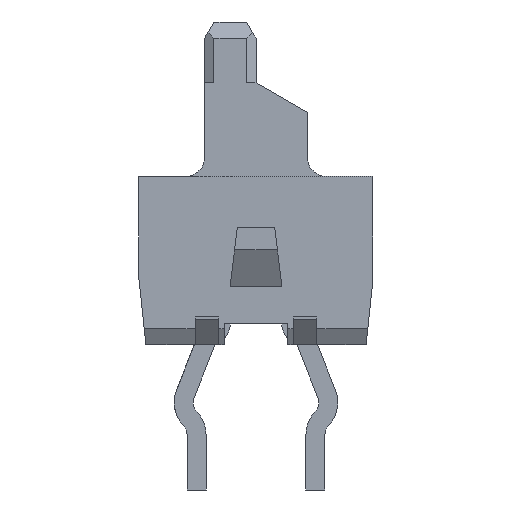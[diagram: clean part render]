
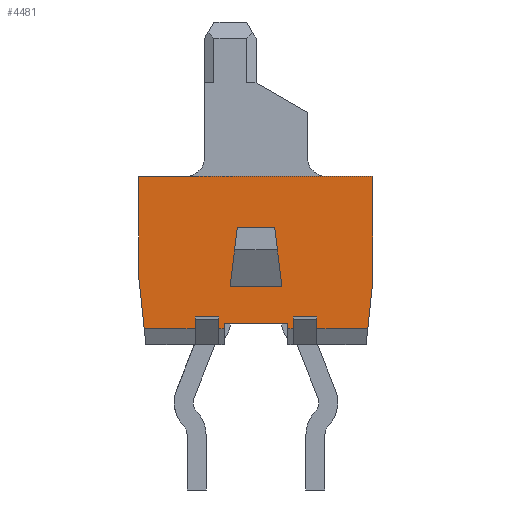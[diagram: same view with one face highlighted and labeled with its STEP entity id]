
A CAD part, left-side view. The second image highlights one B-rep face of the part: STEP entity #4481.
In plain terms, the highlighted planar face has unit normal (-1, 0, 0).
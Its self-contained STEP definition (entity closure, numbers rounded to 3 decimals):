
#134=DIRECTION('',(0.,1.,0.));
#135=VECTOR('',#134,0.8);
#136=CARTESIAN_POINT('',(-7.39,-0.4,-1.1));
#137=LINE('',#136,#135);
#138=DIRECTION('',(0.,0.122,-0.993));
#139=VECTOR('',#138,1.259);
#140=CARTESIAN_POINT('',(-7.39,0.4,-1.1));
#141=LINE('',#140,#139);
#142=DIRECTION('',(0.,-1.,0.));
#143=VECTOR('',#142,1.107);
#144=CARTESIAN_POINT('',(-7.39,0.553,-2.35));
#145=LINE('',#144,#143);
#146=DIRECTION('',(0.,0.122,0.993));
#147=VECTOR('',#146,1.259);
#148=CARTESIAN_POINT('',(-7.39,-0.553,-2.35));
#149=LINE('',#148,#147);
#150=DIRECTION('',(0.,-1.,0.));
#151=VECTOR('',#150,1.089);
#152=CARTESIAN_POINT('',(-7.39,2.389,-3.254));
#153=LINE('',#152,#151);
#154=DIRECTION('',(0.,0.105,0.995));
#155=VECTOR('',#154,1.059);
#156=CARTESIAN_POINT('',(-7.39,2.389,-3.254));
#157=LINE('',#156,#155);
#158=DIRECTION('',(0.,0.,1.));
#159=VECTOR('',#158,2.2);
#160=CARTESIAN_POINT('',(-7.39,2.5,-2.2));
#161=LINE('',#160,#159);
#162=DIRECTION('',(0.,-1.,0.));
#163=VECTOR('',#162,5.);
#164=CARTESIAN_POINT('',(-7.39,2.5,0.));
#165=LINE('',#164,#163);
#166=DIRECTION('',(0.,0.,-1.));
#167=VECTOR('',#166,2.2);
#168=CARTESIAN_POINT('',(-7.39,-2.5,0.));
#169=LINE('',#168,#167);
#170=DIRECTION('',(0.,0.105,-0.995));
#171=VECTOR('',#170,1.059);
#172=CARTESIAN_POINT('',(-7.39,-2.5,-2.2));
#173=LINE('',#172,#171);
#174=DIRECTION('',(0.,-1.,0.));
#175=VECTOR('',#174,1.089);
#176=CARTESIAN_POINT('',(-7.39,-1.3,-3.254));
#177=LINE('',#176,#175);
#178=DIRECTION('',(0.,0.,1.));
#179=VECTOR('',#178,0.254);
#180=CARTESIAN_POINT('',(-7.39,-1.3,-3.254));
#181=LINE('',#180,#179);
#182=DIRECTION('',(0.,-1.,0.));
#183=VECTOR('',#182,0.5);
#184=CARTESIAN_POINT('',(-7.39,-0.8,-3.));
#185=LINE('',#184,#183);
#186=DIRECTION('',(0.,0.,1.));
#187=VECTOR('',#186,0.254);
#188=CARTESIAN_POINT('',(-7.39,-0.8,-3.254));
#189=LINE('',#188,#187);
#190=DIRECTION('',(0.,-1.,0.));
#191=VECTOR('',#190,0.125);
#192=CARTESIAN_POINT('',(-7.39,-0.675,-3.254));
#193=LINE('',#192,#191);
#194=DIRECTION('',(0.,0.,1.));
#195=VECTOR('',#194,0.104);
#196=CARTESIAN_POINT('',(-7.39,-0.675,-3.254));
#197=LINE('',#196,#195);
#198=DIRECTION('',(0.,1.,0.));
#199=VECTOR('',#198,1.35);
#200=CARTESIAN_POINT('',(-7.39,-0.675,-3.15));
#201=LINE('',#200,#199);
#202=DIRECTION('',(0.,0.,-1.));
#203=VECTOR('',#202,0.104);
#204=CARTESIAN_POINT('',(-7.39,0.675,-3.15));
#205=LINE('',#204,#203);
#206=DIRECTION('',(0.,-1.,0.));
#207=VECTOR('',#206,0.125);
#208=CARTESIAN_POINT('',(-7.39,0.8,-3.254));
#209=LINE('',#208,#207);
#210=DIRECTION('',(0.,0.,1.));
#211=VECTOR('',#210,0.254);
#212=CARTESIAN_POINT('',(-7.39,0.8,-3.254));
#213=LINE('',#212,#211);
#214=DIRECTION('',(0.,-1.,0.));
#215=VECTOR('',#214,0.5);
#216=CARTESIAN_POINT('',(-7.39,1.3,-3.));
#217=LINE('',#216,#215);
#218=DIRECTION('',(0.,0.,1.));
#219=VECTOR('',#218,0.254);
#220=CARTESIAN_POINT('',(-7.39,1.3,-3.254));
#221=LINE('',#220,#219);
#3394=CARTESIAN_POINT('',(-7.39,2.5,0.));
#3395=CARTESIAN_POINT('',(-7.39,-2.5,0.));
#3396=VERTEX_POINT('',#3394);
#3397=VERTEX_POINT('',#3395);
#3398=CARTESIAN_POINT('',(-7.39,-2.5,-2.2));
#3399=VERTEX_POINT('',#3398);
#3400=CARTESIAN_POINT('',(-7.39,-0.675,-3.15));
#3401=CARTESIAN_POINT('',(-7.39,0.675,-3.15));
#3402=VERTEX_POINT('',#3400);
#3403=VERTEX_POINT('',#3401);
#3404=CARTESIAN_POINT('',(-7.39,2.5,-2.2));
#3405=VERTEX_POINT('',#3404);
#3512=CARTESIAN_POINT('',(-7.39,-0.4,-1.1));
#3513=CARTESIAN_POINT('',(-7.39,0.4,-1.1));
#3514=VERTEX_POINT('',#3512);
#3515=VERTEX_POINT('',#3513);
#3516=CARTESIAN_POINT('',(-7.39,0.553,-2.35));
#3517=CARTESIAN_POINT('',(-7.39,-0.553,-2.35));
#3518=VERTEX_POINT('',#3516);
#3519=VERTEX_POINT('',#3517);
#3536=CARTESIAN_POINT('',(-7.39,1.3,-3.));
#3537=CARTESIAN_POINT('',(-7.39,0.8,-3.));
#3538=VERTEX_POINT('',#3536);
#3539=VERTEX_POINT('',#3537);
#3540=CARTESIAN_POINT('',(-7.39,-0.8,-3.));
#3541=CARTESIAN_POINT('',(-7.39,-1.3,-3.));
#3542=VERTEX_POINT('',#3540);
#3543=VERTEX_POINT('',#3541);
#3724=CARTESIAN_POINT('',(-7.39,2.389,-3.254));
#3725=VERTEX_POINT('',#3724);
#3726=CARTESIAN_POINT('',(-7.39,1.3,-3.254));
#3727=VERTEX_POINT('',#3726);
#3730=CARTESIAN_POINT('',(-7.39,0.675,-3.254));
#3732=VERTEX_POINT('',#3730);
#3736=CARTESIAN_POINT('',(-7.39,0.8,-3.254));
#3737=VERTEX_POINT('',#3736);
#3744=CARTESIAN_POINT('',(-7.39,-0.675,-3.254));
#3745=VERTEX_POINT('',#3744);
#3746=CARTESIAN_POINT('',(-7.39,-0.8,-3.254));
#3747=VERTEX_POINT('',#3746);
#3750=CARTESIAN_POINT('',(-7.39,-2.389,-3.254));
#3752=VERTEX_POINT('',#3750);
#3756=CARTESIAN_POINT('',(-7.39,-1.3,-3.254));
#3757=VERTEX_POINT('',#3756);
#4428=CARTESIAN_POINT('',(-7.39,0.,0.));
#4429=DIRECTION('',(1.,0.,0.));
#4430=DIRECTION('',(0.,0.,-1.));
#4431=AXIS2_PLACEMENT_3D('',#4428,#4429,#4430);
#4432=PLANE('',#4431);
#4434=ORIENTED_EDGE('',*,*,#4433,.F.);
#4436=ORIENTED_EDGE('',*,*,#4435,.T.);
#4438=ORIENTED_EDGE('',*,*,#4437,.T.);
#4440=ORIENTED_EDGE('',*,*,#4439,.T.);
#4442=ORIENTED_EDGE('',*,*,#4441,.T.);
#4444=ORIENTED_EDGE('',*,*,#4443,.T.);
#4446=ORIENTED_EDGE('',*,*,#4445,.F.);
#4448=ORIENTED_EDGE('',*,*,#4447,.T.);
#4450=ORIENTED_EDGE('',*,*,#4449,.F.);
#4452=ORIENTED_EDGE('',*,*,#4451,.F.);
#4454=ORIENTED_EDGE('',*,*,#4453,.F.);
#4456=ORIENTED_EDGE('',*,*,#4455,.T.);
#4458=ORIENTED_EDGE('',*,*,#4457,.T.);
#4460=ORIENTED_EDGE('',*,*,#4459,.T.);
#4462=ORIENTED_EDGE('',*,*,#4461,.F.);
#4464=ORIENTED_EDGE('',*,*,#4463,.T.);
#4466=ORIENTED_EDGE('',*,*,#4465,.F.);
#4468=ORIENTED_EDGE('',*,*,#4467,.F.);
#4469=EDGE_LOOP('',(#4434,#4436,#4438,#4440,#4442,#4444,#4446,#4448,#4450,#4452,
#4454,#4456,#4458,#4460,#4462,#4464,#4466,#4468));
#4470=FACE_OUTER_BOUND('',#4469,.F.);
#4472=ORIENTED_EDGE('',*,*,#4471,.T.);
#4474=ORIENTED_EDGE('',*,*,#4473,.T.);
#4476=ORIENTED_EDGE('',*,*,#4475,.T.);
#4478=ORIENTED_EDGE('',*,*,#4477,.T.);
#4479=EDGE_LOOP('',(#4472,#4474,#4476,#4478));
#4480=FACE_BOUND('',#4479,.F.);
#4433=EDGE_CURVE('',#3725,#3727,#153,.T.);
#4435=EDGE_CURVE('',#3725,#3405,#157,.T.);
#4437=EDGE_CURVE('',#3405,#3396,#161,.T.);
#4439=EDGE_CURVE('',#3396,#3397,#165,.T.);
#4441=EDGE_CURVE('',#3397,#3399,#169,.T.);
#4443=EDGE_CURVE('',#3399,#3752,#173,.T.);
#4445=EDGE_CURVE('',#3757,#3752,#177,.T.);
#4447=EDGE_CURVE('',#3757,#3543,#181,.T.);
#4449=EDGE_CURVE('',#3542,#3543,#185,.T.);
#4451=EDGE_CURVE('',#3747,#3542,#189,.T.);
#4453=EDGE_CURVE('',#3745,#3747,#193,.T.);
#4455=EDGE_CURVE('',#3745,#3402,#197,.T.);
#4457=EDGE_CURVE('',#3402,#3403,#201,.T.);
#4459=EDGE_CURVE('',#3403,#3732,#205,.T.);
#4461=EDGE_CURVE('',#3737,#3732,#209,.T.);
#4463=EDGE_CURVE('',#3737,#3539,#213,.T.);
#4465=EDGE_CURVE('',#3538,#3539,#217,.T.);
#4467=EDGE_CURVE('',#3727,#3538,#221,.T.);
#4471=EDGE_CURVE('',#3514,#3515,#137,.T.);
#4473=EDGE_CURVE('',#3515,#3518,#141,.T.);
#4475=EDGE_CURVE('',#3518,#3519,#145,.T.);
#4477=EDGE_CURVE('',#3519,#3514,#149,.T.);
#4481=ADVANCED_FACE('',(#4470,#4480),#4432,.F.);
